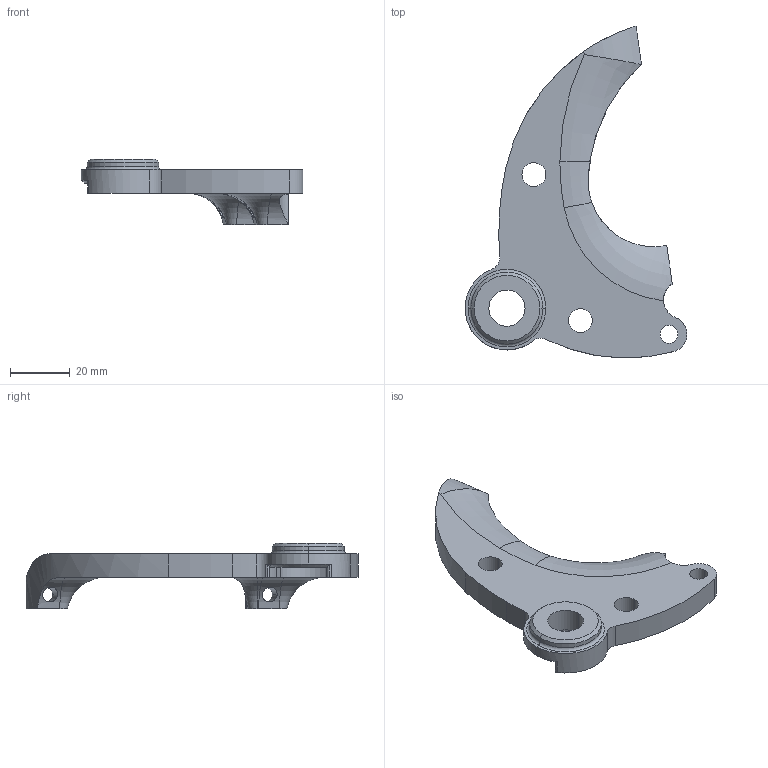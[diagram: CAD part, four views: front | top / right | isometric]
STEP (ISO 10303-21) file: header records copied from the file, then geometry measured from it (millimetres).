
FILE_DESCRIPTION (( 'STEP AP214' ), '1' );
FILE_NAME ('DR4029.STEP', '2018-11-28T22:15:26', ( 'JeffCAD' ), ( 'Microsoft' ), 'SwSTEP 2.0', 'SolidWorks 2018', '' );
FILE_SCHEMA (( 'AUTOMOTIVE_DESIGN' ));
Length unit declared in the file: millimetre
Products named in the file (1): DR4029
Bounding box: 74.21 x 111.09 x 22 mm (x, y, z)
Volume: 27768.8 mm3; surface area: 13836 mm2
Topology: 1 solids, 1 shells, 101 faces, 274 edges, 180 vertices
Faces by surface type: cylinder 69, plane 19, torus 9, cone 4
Entity records: 3604 total; most frequent: CARTESIAN_POINT 904, DIRECTION 598, ORIENTED_EDGE 548, EDGE_CURVE 274, AXIS2_PLACEMENT_3D 248, VERTEX_POINT 180, CIRCLE 146, EDGE_LOOP 118
